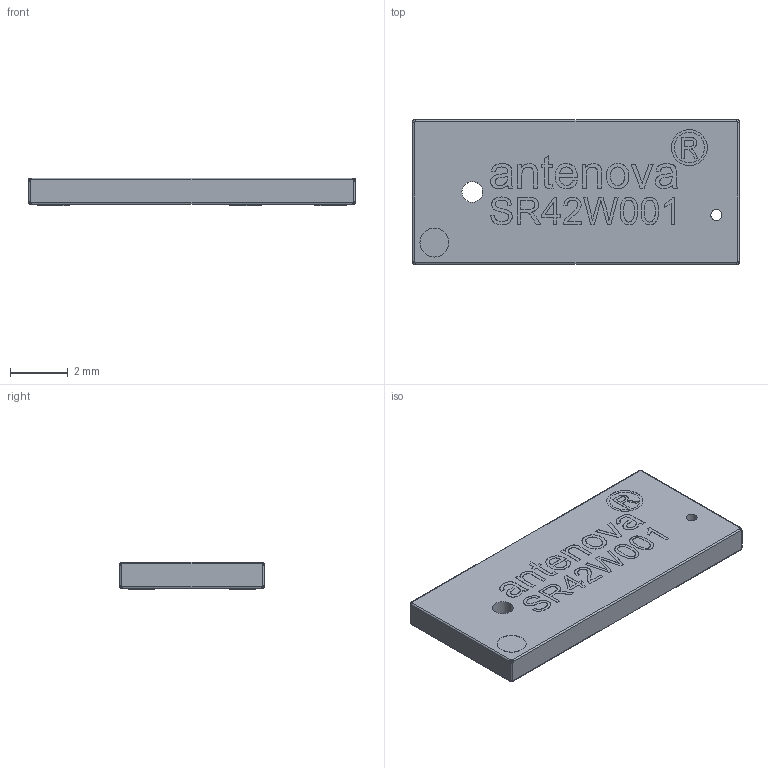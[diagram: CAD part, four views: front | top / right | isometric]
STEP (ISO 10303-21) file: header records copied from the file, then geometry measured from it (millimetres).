
FILE_DESCRIPTION(/* description */ (''),/* implementation_level */ '2;1');
FILE_NAME(/* name */ 'Antenova SR42W001_Mutica.step',/* time_stamp */ '2020-01-07T18:30:27+00:00',/* author */ (''),/* organization */ (''),/* preprocessor_version */ 'ST-DEVELOPER v18',/* originating_system */ 'Autodesk Translation Framework v8.12.0.6',/* authorisation */ '');
FILE_SCHEMA (('AUTOMOTIVE_DESIGN { 1 0 10303 214 3 1 1 }'));
Length unit declared in the file: millimetre
Products named in the file (1): Antenova - SR42W001
Bounding box: 11.3 x 5 x 0.95 mm (x, y, z)
Volume: 50.7 mm3; surface area: 144.5 mm2
Topology: 1 solids, 1 shells, 486 faces, 1323 edges, 874 vertices
Faces by surface type: bspline 299, plane 169, cylinder 18
Full cylindrical faces by diameter (mm): 0.38 x1, 1 x1, 1.053 x1, 1.241 x1
Entity records: 19732 total; most frequent: CARTESIAN_POINT 9171, ORIENTED_EDGE 2646, EDGE_CURVE 1323, DIRECTION 1257, VERTEX_POINT 874, LINE 665, VECTOR 665, B_SPLINE_CURVE_WITH_KNOTS 542
